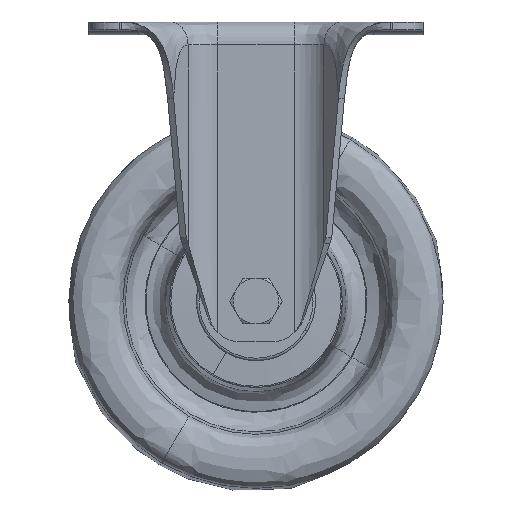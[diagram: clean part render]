
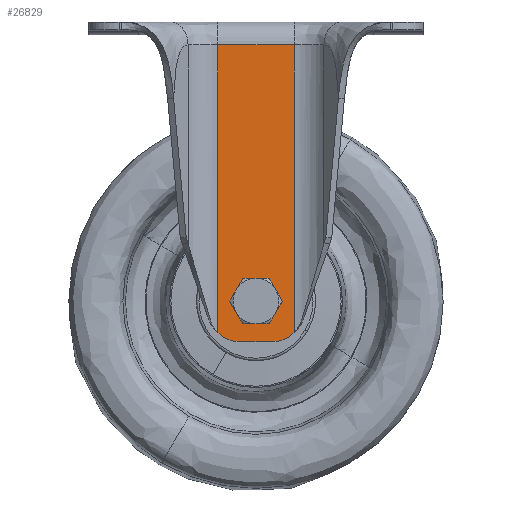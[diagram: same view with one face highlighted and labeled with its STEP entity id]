
A CAD part, top view. The second image highlights one B-rep face of the part: STEP entity #26829.
In plain terms, the highlighted planar face has unit normal (0, 0, 1).
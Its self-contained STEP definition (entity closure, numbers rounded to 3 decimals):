
#98 = DIRECTION ( 'NONE',  ( 0., 0., 1. ) ) ;
#825 = CARTESIAN_POINT ( 'NONE',  ( -6.5, -114., 34. ) ) ;
#1264 = EDGE_LOOP ( 'NONE', ( #16468, #22826, #7835, #17431, #25219, #24512 ) ) ;
#1688 = CARTESIAN_POINT ( 'NONE',  ( -6.05, -110., 34. ) ) ;
#2019 = LINE ( 'NONE', #2190, #20865 ) ;
#2190 = CARTESIAN_POINT ( 'NONE',  ( 15., 0., 34. ) ) ;
#2449 = DIRECTION ( 'NONE',  ( -1., 0., 0. ) ) ;
#2466 = VERTEX_POINT ( 'NONE', #34499 ) ;
#2514 = LINE ( 'NONE', #18497, #15568 ) ;
#3343 = AXIS2_PLACEMENT_3D ( 'NONE', #35140, #98, #2449 ) ;
#3740 = EDGE_CURVE ( 'NONE', #24377, #30225, #30193, .T. ) ;
#4326 = CIRCLE ( 'NONE', #23780, 6.05 ) ;
#5016 = VECTOR ( 'NONE', #26310, 1000. ) ;
#5526 = DIRECTION ( 'NONE',  ( 0., 0., -1. ) ) ;
#7325 = EDGE_CURVE ( 'NONE', #21038, #31910, #2514, .T. ) ;
#7835 = ORIENTED_EDGE ( 'NONE', *, *, #7325, .F. ) ;
#7858 = DIRECTION ( 'NONE',  ( -1., 0., 0. ) ) ;
#8866 = DIRECTION ( 'NONE',  ( 0., 0., -1. ) ) ;
#10087 = CIRCLE ( 'NONE', #30179, 12. ) ;
#10181 = EDGE_CURVE ( 'NONE', #15860, #24377, #28858, .T. ) ;
#10633 = CARTESIAN_POINT ( 'NONE',  ( 6.05, -110., 34. ) ) ;
#11500 = ORIENTED_EDGE ( 'NONE', *, *, #33455, .F. ) ;
#12888 = PLANE ( 'NONE',  #17287 ) ;
#13041 = CARTESIAN_POINT ( 'NONE',  ( 6.5, -126., 34. ) ) ;
#13760 = CARTESIAN_POINT ( 'NONE',  ( 6.5, -114., 34. ) ) ;
#14193 = CIRCLE ( 'NONE', #3343, 6.05 ) ;
#14195 = DIRECTION ( 'NONE',  ( 1., 0., 0. ) ) ;
#14535 = CARTESIAN_POINT ( 'NONE',  ( -15., -9., 34. ) ) ;
#14849 = CARTESIAN_POINT ( 'NONE',  ( -15., 0., 34. ) ) ;
#15568 = VECTOR ( 'NONE', #7858, 1000. ) ;
#15860 = VERTEX_POINT ( 'NONE', #16033 ) ;
#15946 = DIRECTION ( 'NONE',  ( -1., 0., 0. ) ) ;
#16033 = CARTESIAN_POINT ( 'NONE',  ( -15., -122.471, 34. ) ) ;
#16126 = DIRECTION ( 'NONE',  ( 0., 0., 1. ) ) ;
#16294 = DIRECTION ( 'NONE',  ( 0., -1., 0. ) ) ;
#16402 = CARTESIAN_POINT ( 'NONE',  ( -6.5, -126., 34. ) ) ;
#16468 = ORIENTED_EDGE ( 'NONE', *, *, #10181, .F. ) ;
#16728 = CARTESIAN_POINT ( 'NONE',  ( 74.112, -9., 34. ) ) ;
#16931 = EDGE_CURVE ( 'NONE', #2466, #21038, #31070, .T. ) ;
#17155 = EDGE_LOOP ( 'NONE', ( #11500, #23979 ) ) ;
#17287 = AXIS2_PLACEMENT_3D ( 'NONE', #34835, #26722, #15946 ) ;
#17431 = ORIENTED_EDGE ( 'NONE', *, *, #16931, .F. ) ;
#17875 = VECTOR ( 'NONE', #14195, 1000. ) ;
#18489 = FACE_OUTER_BOUND ( 'NONE', #1264, .T. ) ;
#18497 = CARTESIAN_POINT ( 'NONE',  ( 15., -126., 34. ) ) ;
#18510 = VERTEX_POINT ( 'NONE', #10633 ) ;
#18878 = DIRECTION ( 'NONE',  ( 0., 1., 0. ) ) ;
#19157 = EDGE_CURVE ( 'NONE', #18510, #20903, #14193, .T. ) ;
#20865 = VECTOR ( 'NONE', #18878, 1000. ) ;
#20903 = VERTEX_POINT ( 'NONE', #1688 ) ;
#21038 = VERTEX_POINT ( 'NONE', #13041 ) ;
#21364 = CARTESIAN_POINT ( 'NONE',  ( 0., -110., 34. ) ) ;
#22826 = ORIENTED_EDGE ( 'NONE', *, *, #29086, .F. ) ;
#23780 = AXIS2_PLACEMENT_3D ( 'NONE', #21364, #16126, #32807 ) ;
#23979 = ORIENTED_EDGE ( 'NONE', *, *, #19157, .F. ) ;
#24377 = VERTEX_POINT ( 'NONE', #14535 ) ;
#24512 = ORIENTED_EDGE ( 'NONE', *, *, #3740, .F. ) ;
#25219 = ORIENTED_EDGE ( 'NONE', *, *, #30549, .T. ) ;
#26310 = DIRECTION ( 'NONE',  ( 0., 1., 0. ) ) ;
#26722 = DIRECTION ( 'NONE',  ( 0., 0., -1. ) ) ;
#26829 = ADVANCED_FACE ( 'NONE', ( #34477, #18489 ), #12888, .F. ) ;
#28858 = LINE ( 'NONE', #14849, #5016 ) ;
#29086 = EDGE_CURVE ( 'NONE', #31910, #15860, #10087, .T. ) ;
#30127 = DIRECTION ( 'NONE',  ( 0., -1., 0. ) ) ;
#30179 = AXIS2_PLACEMENT_3D ( 'NONE', #825, #8866, #16294 ) ;
#30193 = LINE ( 'NONE', #16728, #17875 ) ;
#30225 = VERTEX_POINT ( 'NONE', #34242 ) ;
#30549 = EDGE_CURVE ( 'NONE', #2466, #30225, #2019, .T. ) ;
#31070 = CIRCLE ( 'NONE', #33328, 12. ) ;
#31910 = VERTEX_POINT ( 'NONE', #16402 ) ;
#32807 = DIRECTION ( 'NONE',  ( -1., 0., 0. ) ) ;
#33328 = AXIS2_PLACEMENT_3D ( 'NONE', #13760, #5526, #30127 ) ;
#33455 = EDGE_CURVE ( 'NONE', #20903, #18510, #4326, .T. ) ;
#34242 = CARTESIAN_POINT ( 'NONE',  ( 15., -9., 34. ) ) ;
#34477 = FACE_BOUND ( 'NONE', #17155, .T. ) ;
#34499 = CARTESIAN_POINT ( 'NONE',  ( 15., -122.471, 34. ) ) ;
#34835 = CARTESIAN_POINT ( 'NONE',  ( 15., 0., 34. ) ) ;
#35140 = CARTESIAN_POINT ( 'NONE',  ( 0., -110., 34. ) ) ;
